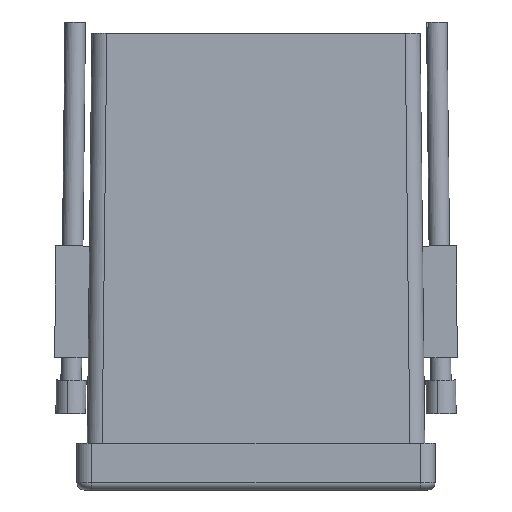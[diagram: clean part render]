
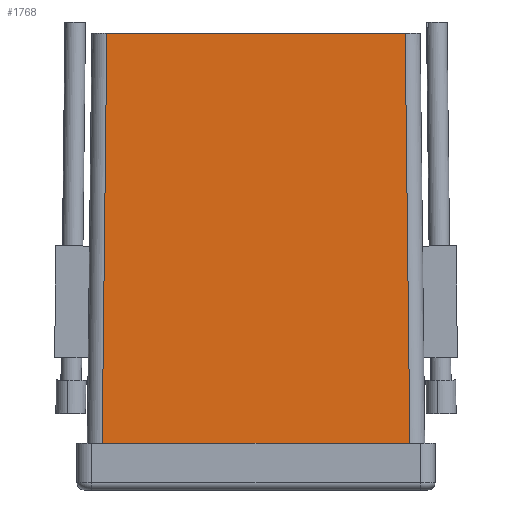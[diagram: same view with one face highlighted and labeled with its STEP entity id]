
A CAD part, front view. The second image highlights one B-rep face of the part: STEP entity #1768.
In plain terms, the highlighted planar face has unit normal (0, -1, 0.011).
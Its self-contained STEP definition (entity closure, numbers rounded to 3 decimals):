
#87 = DIRECTION ( 'NONE',  ( 0., -1., 0.011 ) ) ;
#175 = CARTESIAN_POINT ( 'NONE',  ( -44., -44., 0. ) ) ;
#364 = CARTESIAN_POINT ( 'NONE',  ( 40., -44., 0. ) ) ;
#406 = VECTOR ( 'NONE', #1047, 1000. ) ;
#431 = ORIENTED_EDGE ( 'NONE', *, *, #593, .F. ) ;
#593 = EDGE_CURVE ( 'NONE', #938, #2344, #3065, .T. ) ;
#653 = ORIENTED_EDGE ( 'NONE', *, *, #710, .T. ) ;
#710 = EDGE_CURVE ( 'NONE', #3512, #2210, #3114, .T. ) ;
#787 = CARTESIAN_POINT ( 'NONE',  ( -44., -44., 0. ) ) ;
#878 = LINE ( 'NONE', #2864, #3035 ) ;
#926 = DIRECTION ( 'NONE',  ( -0.011, -0.011, -1. ) ) ;
#938 = VERTEX_POINT ( 'NONE', #2495 ) ;
#962 = PLANE ( 'NONE',  #1743 ) ;
#1047 = DIRECTION ( 'NONE',  ( 1., 0., 0. ) ) ;
#1256 = DIRECTION ( 'NONE',  ( 0., -0.011, -1. ) ) ;
#1567 = DIRECTION ( 'NONE',  ( 1., 0., 0. ) ) ;
#1743 = AXIS2_PLACEMENT_3D ( 'NONE', #175, #87, #1256 ) ;
#1768 = ADVANCED_FACE ( 'NONE', ( #2040 ), #962, .T. ) ;
#1918 = CARTESIAN_POINT ( 'NONE',  ( -41.25, -45.25, -110. ) ) ;
#2040 = FACE_OUTER_BOUND ( 'NONE', #3212, .T. ) ;
#2174 = CARTESIAN_POINT ( 'NONE',  ( 39.989, -43.989, 0.954 ) ) ;
#2210 = VERTEX_POINT ( 'NONE', #2503 ) ;
#2344 = VERTEX_POINT ( 'NONE', #364 ) ;
#2347 = EDGE_CURVE ( 'NONE', #938, #3512, #878, .T. ) ;
#2495 = CARTESIAN_POINT ( 'NONE',  ( -40., -44., 0. ) ) ;
#2503 = CARTESIAN_POINT ( 'NONE',  ( 41.25, -45.25, -110. ) ) ;
#2527 = VECTOR ( 'NONE', #1567, 1000. ) ;
#2673 = CARTESIAN_POINT ( 'NONE',  ( -44., -45.25, -110. ) ) ;
#2864 = CARTESIAN_POINT ( 'NONE',  ( -40.001, -44.001, -0.045 ) ) ;
#3035 = VECTOR ( 'NONE', #926, 1000. ) ;
#3065 = LINE ( 'NONE', #787, #406 ) ;
#3114 = LINE ( 'NONE', #2673, #2527 ) ;
#3130 = ORIENTED_EDGE ( 'NONE', *, *, #2347, .T. ) ;
#3212 = EDGE_LOOP ( 'NONE', ( #653, #3397, #431, #3130 ) ) ;
#3383 = EDGE_CURVE ( 'NONE', #2210, #2344, #3443, .T. ) ;
#3397 = ORIENTED_EDGE ( 'NONE', *, *, #3383, .T. ) ;
#3443 = LINE ( 'NONE', #2174, #3533 ) ;
#3512 = VERTEX_POINT ( 'NONE', #1918 ) ;
#3533 = VECTOR ( 'NONE', #3545, 1000. ) ;
#3545 = DIRECTION ( 'NONE',  ( -0.011, 0.011, 1. ) ) ;
